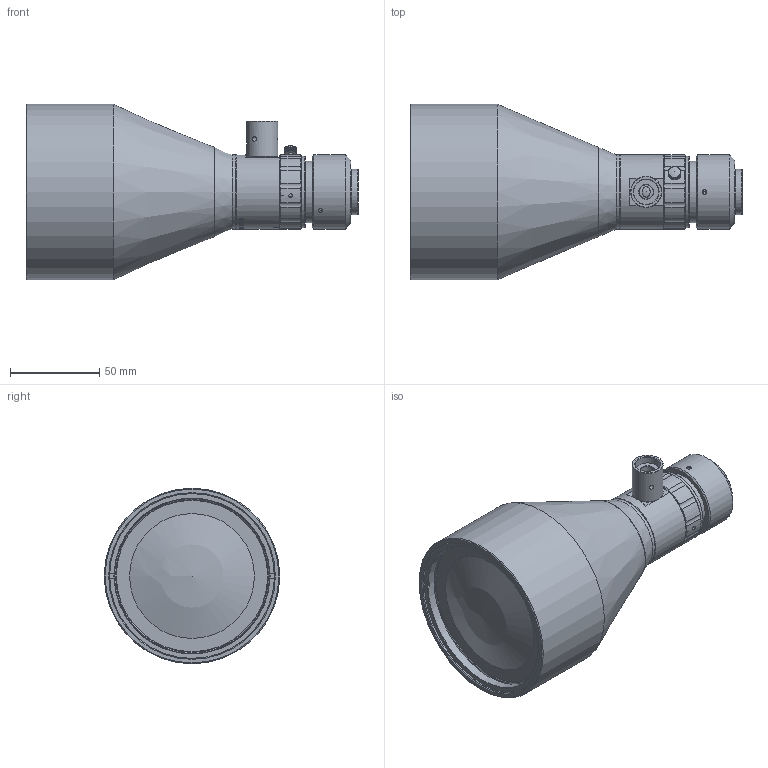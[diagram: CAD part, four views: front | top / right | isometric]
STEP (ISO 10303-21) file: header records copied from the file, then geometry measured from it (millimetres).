
FILE_DESCRIPTION(/* description */ (''),/* implementation_level */ '2;1');
FILE_NAME(/* name */ '0.23_stp.stp',/* time_stamp */ '2023-01-02T17:55:02+08:00',/* author */ (''),/* organization */ (''),/* preprocessor_version */ 'ST-DEVELOPER v16',/* originating_system */ 'SIEMENS PLM Software NX 10.0',/* authorisation */ '');
FILE_SCHEMA (('AUTOMOTIVE_DESIGN { 1 0 10303 214 3 1 1 1 }'));
Length unit declared in the file: millimetre
Products named in the file (1): a3614D97Fja0t
Bounding box: 185.94 x 98.3 x 98.3 mm (x, y, z)
Volume: 688225 mm3; surface area: 56525.3 mm2
Topology: 3 solids, 3 shells, 983 faces, 2697 edges, 1818 vertices
Faces by surface type: plane 447, extrusion 240, cylinder 225, cone 64, sphere 4, bspline 3
Full cylindrical faces by diameter (mm): 2 x2, 2.05 x1, 2.5 x7, 8 x1, 14 x1, 17.5 x1, 20.586 x1, 21.2 x1, 24.1 x1, 24.5 x1, 25.4 x1, 27.4 x1, 33.4 x1, 34.3 x1, 34.5 x1, 40.2 x1, 41.6 x3, 86.9 x1, 92.3 x1, 98.3 x1
Entity records: 38046 total; most frequent: CARTESIAN_POINT 14213, ORIENTED_EDGE 5142, DIRECTION 4287, EDGE_CURVE 2571, VERTEX_POINT 1728, AXIS2_PLACEMENT_3D 1450, VECTOR 1387, LINE 1147
